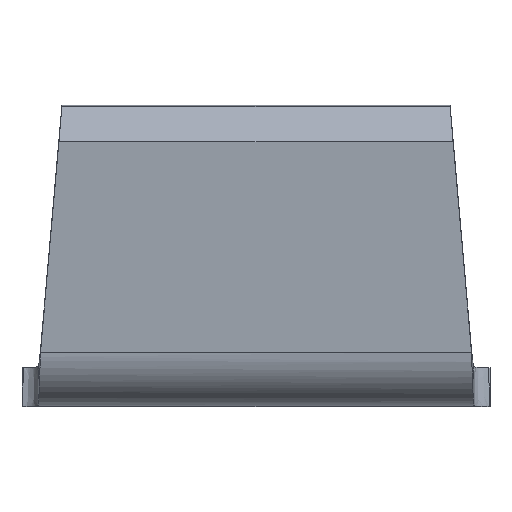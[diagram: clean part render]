
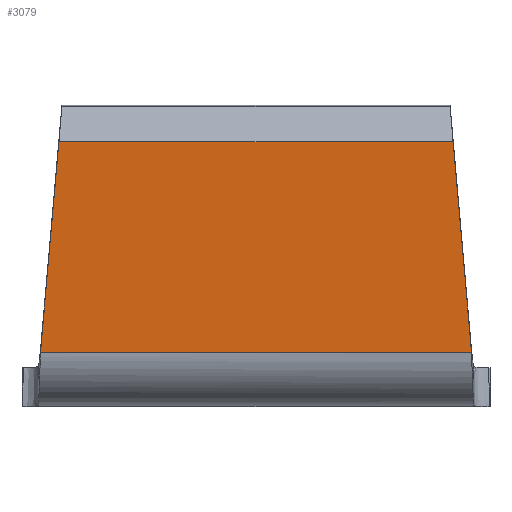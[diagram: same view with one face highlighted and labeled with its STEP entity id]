
A CAD part, top view. The second image highlights one B-rep face of the part: STEP entity #3079.
In plain terms, the highlighted planar face has unit normal (0, -0.07, 0.998).
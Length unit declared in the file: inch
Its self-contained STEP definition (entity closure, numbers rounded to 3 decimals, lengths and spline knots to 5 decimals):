
#59 = ORIENTED_EDGE ( 'NONE', *, *, #1413, .T. ) ;
#106 = CARTESIAN_POINT ( 'NONE',  ( 0.225, 0.00791, 0.06243 ) ) ;
#134 = CARTESIAN_POINT ( 'NONE',  ( 0., 0.11633, 0.07 ) ) ;
#180 = CARTESIAN_POINT ( 'NONE',  ( 0.21397, 0.11633, 0.07 ) ) ;
#257 = CARTESIAN_POINT ( 'NONE',  ( 0.00152, 0.00791, 0.06243 ) ) ;
#461 = VERTEX_POINT ( 'NONE', #257 ) ;
#718 = FACE_OUTER_BOUND ( 'NONE', #3642, .T. ) ;
#1174 = CARTESIAN_POINT ( 'NONE',  ( 0.00322, 0.02727, 0.06378 ) ) ;
#1253 = VECTOR ( 'NONE', #2456, 39.37008 ) ;
#1255 = LINE ( 'NONE', #2084, #2826 ) ;
#1373 = PLANE ( 'NONE',  #2004 ) ;
#1413 = EDGE_CURVE ( 'NONE', #1845, #1647, #1255, .T. ) ;
#1556 = EDGE_CURVE ( 'NONE', #1748, #1647, #3832, .T. ) ;
#1578 = LINE ( 'NONE', #2507, #1677 ) ;
#1647 = VERTEX_POINT ( 'NONE', #180 ) ;
#1677 = VECTOR ( 'NONE', #3121, 39.37008 ) ;
#1702 = DIRECTION ( 'NONE',  ( 0., 0.998, 0.07 ) ) ;
#1748 = VERTEX_POINT ( 'NONE', #3055 ) ;
#1774 = CARTESIAN_POINT ( 'NONE',  ( 0.22348, 0.00791, 0.06243 ) ) ;
#1814 = ORIENTED_EDGE ( 'NONE', *, *, #1913, .T. ) ;
#1845 = VERTEX_POINT ( 'NONE', #1774 ) ;
#1913 = EDGE_CURVE ( 'NONE', #1748, #461, #2823, .T. ) ;
#1964 = ORIENTED_EDGE ( 'NONE', *, *, #1556, .F. ) ;
#2004 = AXIS2_PLACEMENT_3D ( 'NONE', #106, #3541, #1702 ) ;
#2052 = EDGE_CURVE ( 'NONE', #1845, #461, #1578, .T. ) ;
#2084 = CARTESIAN_POINT ( 'NONE',  ( 0.22349, 0.00778, 0.06242 ) ) ;
#2285 = ORIENTED_EDGE ( 'NONE', *, *, #2052, .F. ) ;
#2456 = DIRECTION ( 'NONE',  ( -0.087, -0.994, -0.069 ) ) ;
#2507 = CARTESIAN_POINT ( 'NONE',  ( 0.225, 0.00791, 0.06243 ) ) ;
#2823 = LINE ( 'NONE', #1174, #1253 ) ;
#2826 = VECTOR ( 'NONE', #3876, 39.37008 ) ;
#3055 = CARTESIAN_POINT ( 'NONE',  ( 0.01103, 0.11633, 0.07 ) ) ;
#3079 = ADVANCED_FACE ( 'NONE', ( #718 ), #1373, .F. ) ;
#3121 = DIRECTION ( 'NONE',  ( -1., 0., 0. ) ) ;
#3163 = VECTOR ( 'NONE', #3844, 39.37008 ) ;
#3541 = DIRECTION ( 'NONE',  ( 0., 0.07, -0.998 ) ) ;
#3642 = EDGE_LOOP ( 'NONE', ( #59, #1964, #1814, #2285 ) ) ;
#3832 = LINE ( 'NONE', #134, #3163 ) ;
#3844 = DIRECTION ( 'NONE',  ( 1., 0., 0. ) ) ;
#3876 = DIRECTION ( 'NONE',  ( -0.087, 0.994, 0.069 ) ) ;
